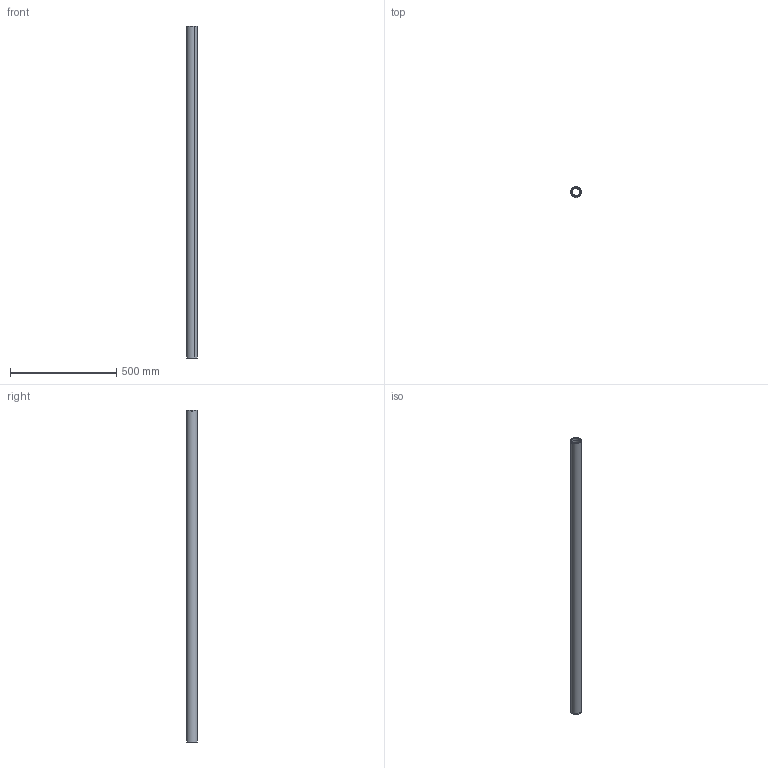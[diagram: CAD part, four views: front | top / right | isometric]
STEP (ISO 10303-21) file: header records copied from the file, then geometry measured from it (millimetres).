
FILE_DESCRIPTION(('CATIA V5 STEP Exchange'),'2;1');
FILE_NAME('EOLX1.1-D-200-001_A.stp','2020-01-30T22:05:57+00:00',('none'),('none'),'CATIA Version 5 Release 21 GA (IN-10)','CATIA V5 STEP AP203','none');
FILE_SCHEMA(('CONFIG_CONTROL_DESIGN'));
Length unit declared in the file: millimetre
Products named in the file (1): EOLX1.1-D-200-001_A
Bounding box: 50 x 49.99 x 1559.5 mm (x, y, z)
Volume: 1462149.2 mm3; surface area: 424095.9 mm2
Topology: 1 solids, 1 shells, 41 faces, 86 edges, 52 vertices
Faces by surface type: cylinder 18, cone 10, plane 7, torus 6
Entity records: 1054 total; most frequent: CARTESIAN_POINT 224, ORIENTED_EDGE 172, DIRECTION 120, EDGE_CURVE 86, AXIS2_PLACEMENT_3D 72, EDGE_LOOP 52, VERTEX_POINT 52, CIRCLE 50
